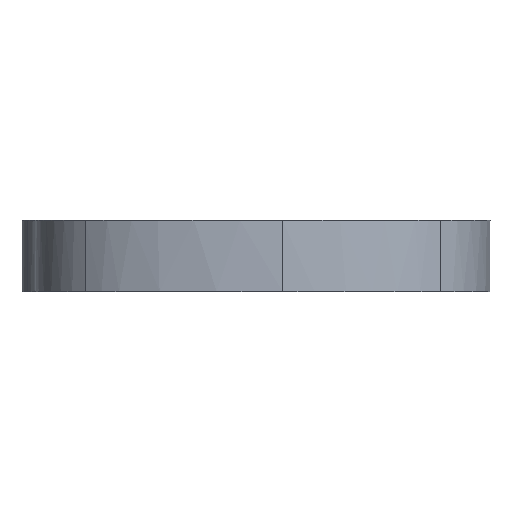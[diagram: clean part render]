
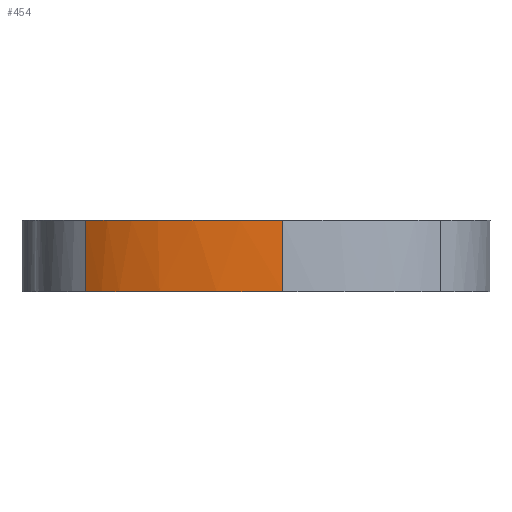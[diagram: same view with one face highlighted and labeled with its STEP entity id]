
A CAD part, front view. The second image highlights one B-rep face of the part: STEP entity #454.
In plain terms, the highlighted free-form (B-spline) face has degree [3, 1] with [4, 2] control points.
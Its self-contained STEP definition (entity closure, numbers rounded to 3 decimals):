
#47=B_SPLINE_CURVE_WITH_KNOTS('',3,(#813,#814,#815,#816),.UNSPECIFIED.,
 .F.,.F.,(4,4),(0.609,0.652),.UNSPECIFIED.);
#48=B_SPLINE_CURVE_WITH_KNOTS('',3,(#818,#819,#820,#821),.UNSPECIFIED.,
 .F.,.F.,(4,4),(-0.652,-0.609),.UNSPECIFIED.);
#77=B_SPLINE_SURFACE_WITH_KNOTS('',3,1,((#804,#805),(#806,#807),(#808,#809),
(#810,#811)),.UNSPECIFIED.,.F.,.F.,.F.,(4,4),(2,2),(-0.652,
-0.609),(0.,0.3),.UNSPECIFIED.);
#100=FACE_OUTER_BOUND('',#125,.T.);
#125=EDGE_LOOP('',(#360,#361,#362,#363));
#152=LINE('',#803,#175);
#153=LINE('',#822,#176);
#175=VECTOR('',#506,10.);
#176=VECTOR('',#507,10.);
#215=VERTEX_POINT('',#793);
#216=VERTEX_POINT('',#798);
#217=VERTEX_POINT('',#812);
#218=VERTEX_POINT('',#817);
#276=EDGE_CURVE('',#215,#216,#152,.T.);
#277=EDGE_CURVE('',#215,#217,#47,.T.);
#278=EDGE_CURVE('',#218,#216,#48,.T.);
#279=EDGE_CURVE('',#217,#218,#153,.T.);
#360=ORIENTED_EDGE('',*,*,#277,.F.);
#361=ORIENTED_EDGE('',*,*,#276,.T.);
#362=ORIENTED_EDGE('',*,*,#278,.F.);
#363=ORIENTED_EDGE('',*,*,#279,.F.);
#454=ADVANCED_FACE('',(#100),#77,.T.);
#506=DIRECTION('',(0.,0.,1.));
#507=DIRECTION('',(0.,0.,1.));
#793=CARTESIAN_POINT('',(76.973,27.133,0.));
#798=CARTESIAN_POINT('',(76.973,27.133,3.));
#803=CARTESIAN_POINT('',(76.973,27.133,0.));
#804=CARTESIAN_POINT('Ctrl Pts',(68.668,28.831,0.));
#805=CARTESIAN_POINT('Ctrl Pts',(68.668,28.831,3.));
#806=CARTESIAN_POINT('Ctrl Pts',(70.877,27.19,0.));
#807=CARTESIAN_POINT('Ctrl Pts',(70.877,27.19,3.));
#808=CARTESIAN_POINT('Ctrl Pts',(74.469,26.906,0.));
#809=CARTESIAN_POINT('Ctrl Pts',(74.469,26.906,3.));
#810=CARTESIAN_POINT('Ctrl Pts',(76.973,27.133,0.));
#811=CARTESIAN_POINT('Ctrl Pts',(76.973,27.133,3.));
#812=CARTESIAN_POINT('',(68.668,28.831,0.));
#813=CARTESIAN_POINT('Ctrl Pts',(76.973,27.133,0.));
#814=CARTESIAN_POINT('Ctrl Pts',(74.469,26.906,0.));
#815=CARTESIAN_POINT('Ctrl Pts',(70.877,27.19,0.));
#816=CARTESIAN_POINT('Ctrl Pts',(68.668,28.831,0.));
#817=CARTESIAN_POINT('',(68.668,28.831,3.));
#818=CARTESIAN_POINT('Ctrl Pts',(68.668,28.831,3.));
#819=CARTESIAN_POINT('Ctrl Pts',(70.877,27.19,3.));
#820=CARTESIAN_POINT('Ctrl Pts',(74.469,26.906,3.));
#821=CARTESIAN_POINT('Ctrl Pts',(76.973,27.133,3.));
#822=CARTESIAN_POINT('',(68.668,28.831,0.));
